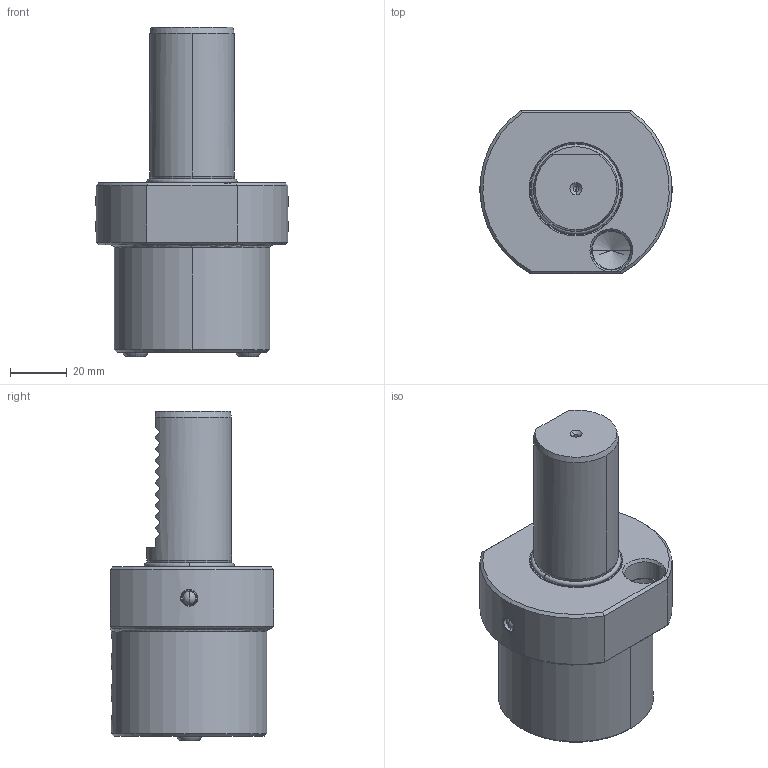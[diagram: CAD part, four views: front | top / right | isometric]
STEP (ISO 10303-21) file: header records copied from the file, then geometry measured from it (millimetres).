
FILE_DESCRIPTION((''),'2;1');
FILE_NAME('309_52_25','2020-09-29T',('101107'),(''),'CREO PARAMETRIC BY PTC INC, 2016260','CREO PARAMETRIC BY PTC INC, 2016260','');
FILE_SCHEMA(('CONFIG_CONTROL_DESIGN'));
Length unit declared in the file: millimetre
Products named in the file (1): 309_52_25
Bounding box: 68 x 58 x 116.5 mm (x, y, z)
Volume: 167847.3 mm3; surface area: 32190 mm2
Topology: 1 solids, 9 shells, 389 faces, 945 edges, 560 vertices
Faces by surface type: cone 167, plane 112, cylinder 86, sphere 12, torus 10, bspline 2
Entity records: 12130 total; most frequent: CARTESIAN_POINT 3227, DIRECTION 1862, ORIENTED_EDGE 1846, EDGE_CURVE 923, AXIS2_PLACEMENT_3D 743, VERTEX_POINT 560, EDGE_LOOP 415, FACE_OUTER_BOUND 389
